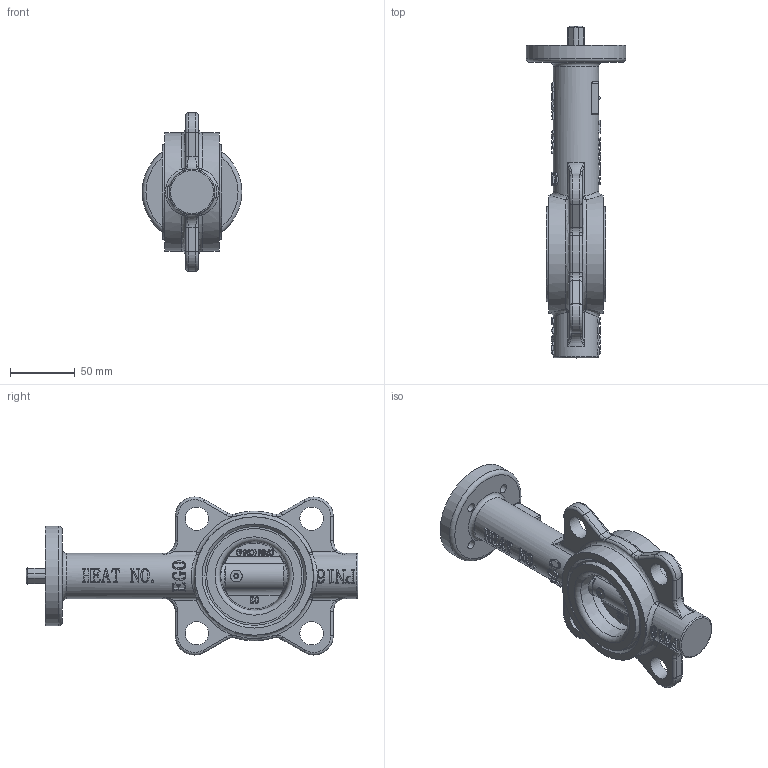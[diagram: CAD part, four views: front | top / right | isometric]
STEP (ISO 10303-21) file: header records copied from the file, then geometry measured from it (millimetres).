
FILE_DESCRIPTION(/* description */ (''),/* implementation_level */ '2;1');
FILE_NAME(/* name */ 'DN50 Wafer.stp',/* time_stamp */ '2019-09-11T15:44:52+02:00',/* author */ ('A8711351'),/* organization */ (''),/* preprocessor_version */ 'ST-DEVELOPER v18',/* originating_system */ 'Autodesk Inventor 2020',/* authorisation */ '');
FILE_SCHEMA (('AUTOMOTIVE_DESIGN { 1 0 10303 214 3 1 1 }'));
Products named in the file (8): Î¦+õ¦Õ1; 1.BODY A; 2.SEAT; 3.DISC; 4.SHAFT; 7.BUSHING; 5.PIN; 8.NAME PLATE
Assembly tree (7 placements, depth 2):
  Î¦+õ¦Õ1
    1.BODY A
    2.SEAT
    3.DISC
    4.SHAFT
    7.BUSHING
    5.PIN
    8.NAME PLATE
Bounding box: 77 x 256 x 121.92 mm (x, y, z)
Volume: 442307.2 mm3; surface area: 115496.7 mm2
Topology: 7 solids, 7 shells, 1211 faces, 4525 edges, 3483 vertices
Faces by surface type: plane 617, bspline 408, cylinder 123, torus 38, cone 15, sphere 10
Full cylindrical faces by diameter (mm): 7 x4, 12.6 x1, 12.7 x2, 17.45 x3, 18 x4, 35 x3, 73.3 x2, 76.3 x2, 77 x1, 91.3 x2
Entity records: 124823 total; most frequent: CARTESIAN_POINT 88794, ORIENTED_EDGE 9028, DIRECTION 5150, EDGE_CURVE 4514, VERTEX_POINT 3483, LINE 2400, VECTOR 2400, B_SPLINE_CURVE_WITH_KNOTS 1546
